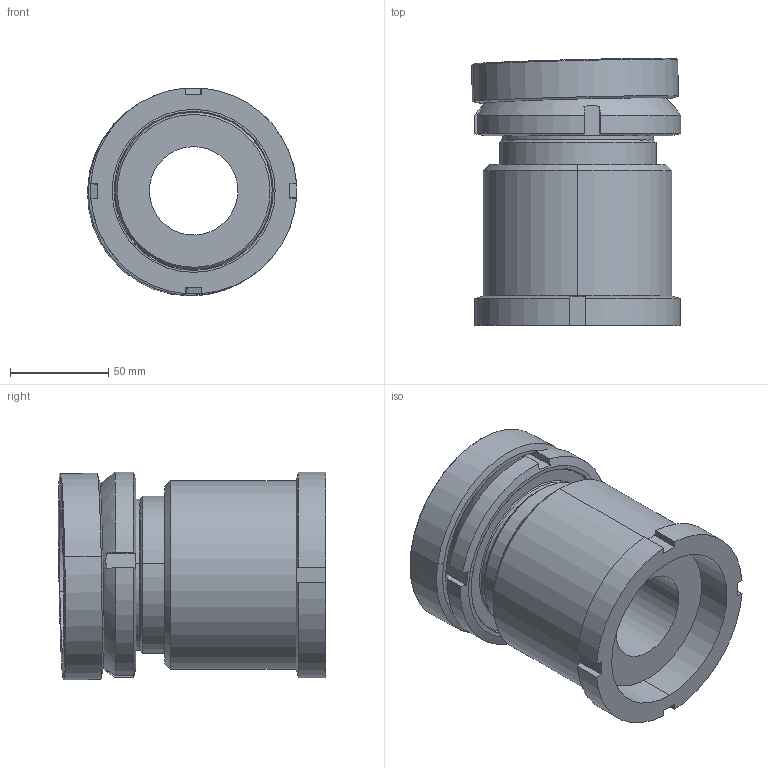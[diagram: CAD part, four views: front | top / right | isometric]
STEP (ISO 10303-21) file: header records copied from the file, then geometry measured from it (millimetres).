
FILE_DESCRIPTION (( 'STEP AP214' ), '1' );
FILE_NAME ('KVS 80-45 0-0.STEP', '2015-10-09T10:44:36', ( '' ), ( '' ), 'SwSTEP 2.0', 'SolidWorks 2015', '' );
FILE_SCHEMA (( 'AUTOMOTIVE_DESIGN' ));
Length unit declared in the file: millimetre
Products named in the file (4): KVS 80-45 1-0 A1; HVS 80 2-0 A1; KVS 80-45 0-0; KAS 80 2-0 A1
Assembly tree (3 placements, depth 2):
  KVS 80-45 0-0
    HVS 80 2-0 A1
    KAS 80 2-0 A1
    KVS 80-45 1-0 A1
Bounding box: 106.42 x 136.02 x 105.88 mm (x, y, z)
Volume: 695223.4 mm3; surface area: 132471.9 mm2
Topology: 3 solids, 3 shells, 100 faces, 234 edges, 146 vertices
Faces by surface type: plane 36, cylinder 34, cone 20, torus 6, sphere 4
Entity records: 3160 total; most frequent: CARTESIAN_POINT 618, DIRECTION 534, ORIENTED_EDGE 468, EDGE_CURVE 234, AXIS2_PLACEMENT_3D 222, VERTEX_POINT 146, CIRCLE 116, EDGE_LOOP 112
